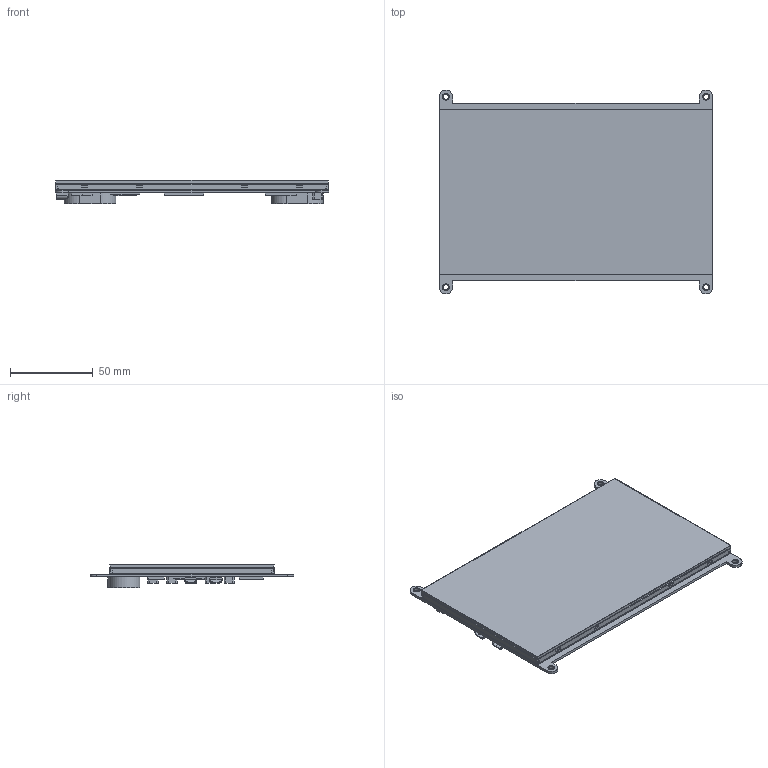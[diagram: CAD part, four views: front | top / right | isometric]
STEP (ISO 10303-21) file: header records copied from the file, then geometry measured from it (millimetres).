
FILE_DESCRIPTION (( 'STEP AP214' ), '1' );
FILE_NAME ('Display.Default.STEP', '2021-09-15T21:03:56', ( '' ), ( '' ), 'SwSTEP 2.0', 'SolidWorks 2019', '' );
FILE_SCHEMA (( 'AUTOMOTIVE_DESIGN' ));
Length unit declared in the file: millimetre
Products named in the file (2): Display.Default
Bounding box: 165 x 123 x 14.1 mm (x, y, z)
Volume: 134852.5 mm3; surface area: 144330 mm2
Topology: 26 solids, 26 shells, 313 faces, 734 edges, 480 vertices
Faces by surface type: plane 215, cylinder 94, sphere 4
Entity records: 11569 total; most frequent: CARTESIAN_POINT 1549, DIRECTION 1524, ORIENTED_EDGE 1460, EDGE_CURVE 730, VECTOR 550, LINE 550, AXIS2_PLACEMENT_3D 487, VERTEX_POINT 480
